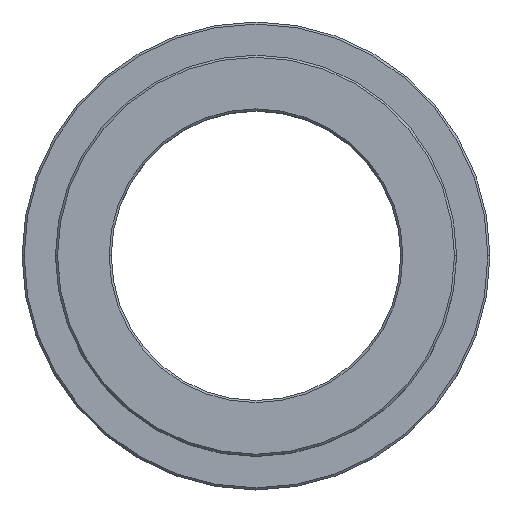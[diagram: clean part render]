
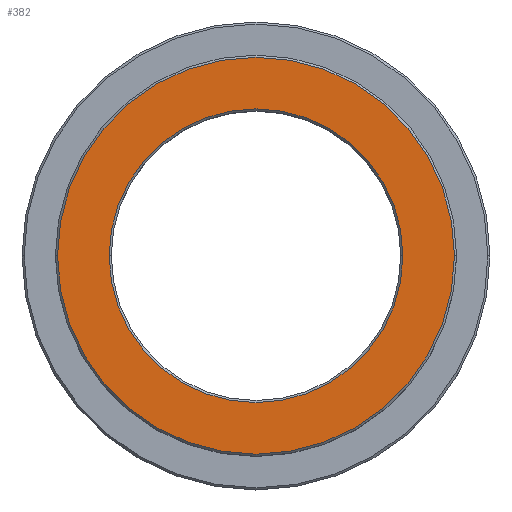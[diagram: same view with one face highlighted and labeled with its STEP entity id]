
A CAD part, top view. The second image highlights one B-rep face of the part: STEP entity #382.
In plain terms, the highlighted planar face has unit normal (0, 0, 1).
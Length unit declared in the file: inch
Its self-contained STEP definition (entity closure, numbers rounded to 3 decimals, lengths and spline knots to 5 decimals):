
#39 = DIRECTION ( 'NONE',  ( 1., 0., 0. ) ) ;
#45 = CARTESIAN_POINT ( 'NONE',  ( 0.37106, 0., 0.25 ) ) ;
#62 = CARTESIAN_POINT ( 'NONE',  ( 0.27461, 0., 0.25 ) ) ;
#71 = FACE_BOUND ( 'NONE', #480, .T. ) ;
#79 = DIRECTION ( 'NONE',  ( 0., 0., 1. ) ) ;
#89 = DIRECTION ( 'NONE',  ( 0., 0., 1. ) ) ;
#92 = PLANE ( 'NONE',  #318 ) ;
#96 = CARTESIAN_POINT ( 'NONE',  ( 0., 0., 0.25 ) ) ;
#108 = FACE_OUTER_BOUND ( 'NONE', #489, .T. ) ;
#122 = VERTEX_POINT ( 'NONE', #524 ) ;
#123 = VERTEX_POINT ( 'NONE', #45 ) ;
#130 = EDGE_CURVE ( 'NONE', #415, #199, #497, .T. ) ;
#149 = DIRECTION ( 'NONE',  ( 0., 0., -1. ) ) ;
#164 = CIRCLE ( 'NONE', #440, 0.37106 ) ;
#199 = VERTEX_POINT ( 'NONE', #491 ) ;
#202 = CARTESIAN_POINT ( 'NONE',  ( 0., 0., 0.25 ) ) ;
#236 = ORIENTED_EDGE ( 'NONE', *, *, #130, .T. ) ;
#252 = DIRECTION ( 'NONE',  ( 0., 0., 1. ) ) ;
#255 = EDGE_CURVE ( 'NONE', #199, #415, #522, .T. ) ;
#291 = AXIS2_PLACEMENT_3D ( 'NONE', #96, #391, #387 ) ;
#292 = EDGE_CURVE ( 'NONE', #122, #123, #514, .T. ) ;
#318 = AXIS2_PLACEMENT_3D ( 'NONE', #447, #89, #435 ) ;
#368 = ORIENTED_EDGE ( 'NONE', *, *, #255, .T. ) ;
#380 = ORIENTED_EDGE ( 'NONE', *, *, #292, .T. ) ;
#382 = ADVANCED_FACE ( 'NONE', ( #71, #108 ), #92, .T. ) ;
#387 = DIRECTION ( 'NONE',  ( 1., 0., 0. ) ) ;
#391 = DIRECTION ( 'NONE',  ( 0., 0., -1. ) ) ;
#398 = CARTESIAN_POINT ( 'NONE',  ( 0., 0., 0.25 ) ) ;
#415 = VERTEX_POINT ( 'NONE', #62 ) ;
#422 = DIRECTION ( 'NONE',  ( 1., 0., 0. ) ) ;
#431 = EDGE_CURVE ( 'NONE', #123, #122, #164, .T. ) ;
#435 = DIRECTION ( 'NONE',  ( 1., 0., 0. ) ) ;
#440 = AXIS2_PLACEMENT_3D ( 'NONE', #202, #79, #422 ) ;
#446 = AXIS2_PLACEMENT_3D ( 'NONE', #523, #252, #39 ) ;
#447 = CARTESIAN_POINT ( 'NONE',  ( 0., 0., 0.25 ) ) ;
#480 = EDGE_LOOP ( 'NONE', ( #236, #368 ) ) ;
#489 = EDGE_LOOP ( 'NONE', ( #380, #535 ) ) ;
#491 = CARTESIAN_POINT ( 'NONE',  ( -0.27461, 0., 0.25 ) ) ;
#497 = CIRCLE ( 'NONE', #291, 0.27461 ) ;
#501 = DIRECTION ( 'NONE',  ( 1., 0., 0. ) ) ;
#507 = AXIS2_PLACEMENT_3D ( 'NONE', #398, #149, #501 ) ;
#514 = CIRCLE ( 'NONE', #446, 0.37106 ) ;
#522 = CIRCLE ( 'NONE', #507, 0.27461 ) ;
#523 = CARTESIAN_POINT ( 'NONE',  ( 0., 0., 0.25 ) ) ;
#524 = CARTESIAN_POINT ( 'NONE',  ( -0.37106, 0., 0.25 ) ) ;
#535 = ORIENTED_EDGE ( 'NONE', *, *, #431, .T. ) ;
